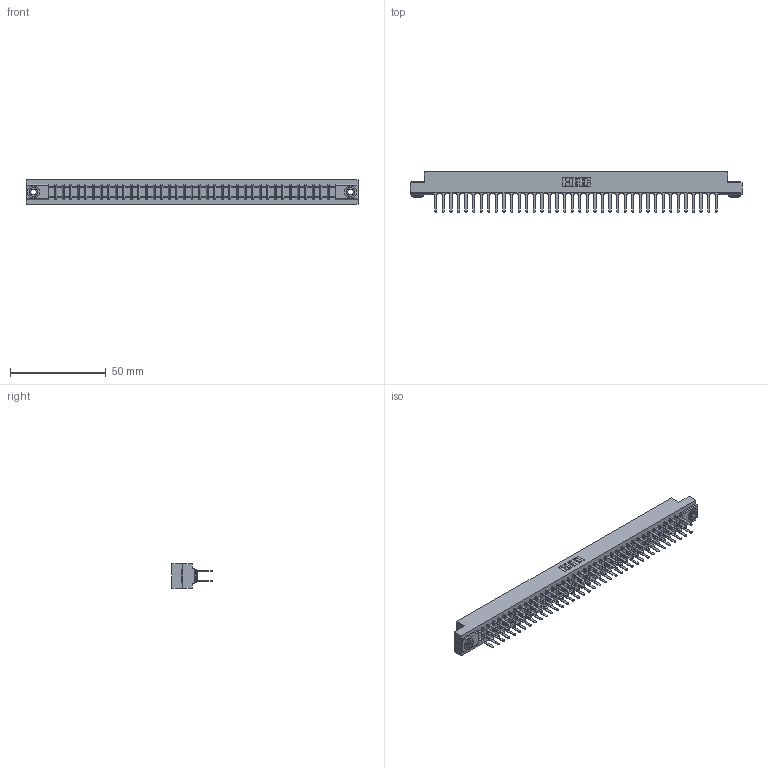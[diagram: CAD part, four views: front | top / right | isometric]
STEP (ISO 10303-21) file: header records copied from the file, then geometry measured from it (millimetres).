
FILE_DESCRIPTION (( 'STEP AP203' ), '1' );
FILE_NAME ('307-076-422-203.STEP', '2020-10-01T04:47:29', ( '' ), ( '' ), 'SwSTEP 2.0', 'SolidWorks 2020', '' );
FILE_SCHEMA (( 'CONFIG_CONTROL_DESIGN' ));
Length unit declared in the file: inch
Products named in the file (4): 307-076-422-203; 307 Part_.156 Dia Mounting Holes; 345-250-002_345-250-002-102; 307-290-001_522
Assembly tree (79 placements, depth 2):
  307-076-422-203
    307 Part_.156 Dia Mounting Holes
    307-290-001_522  x76
    345-250-002_345-250-002-102  x2
Bounding box: 173.58 x 21.11 x 12.7 mm (x, y, z)
Volume: 18595.2 mm3; surface area: 23751 mm2
Topology: 79 solids, 79 shells, 3705 faces, 10315 edges, 6666 vertices
Faces by surface type: plane 2450, cylinder 1169, sphere 78, cone 8
Entity records: 35319 total; most frequent: CARTESIAN_POINT 5759, ORIENTED_EDGE 5698, DIRECTION 5657, EDGE_CURVE 2849, VECTOR 2177, LINE 2177, VERTEX_POINT 1842, AXIS2_PLACEMENT_3D 1740
